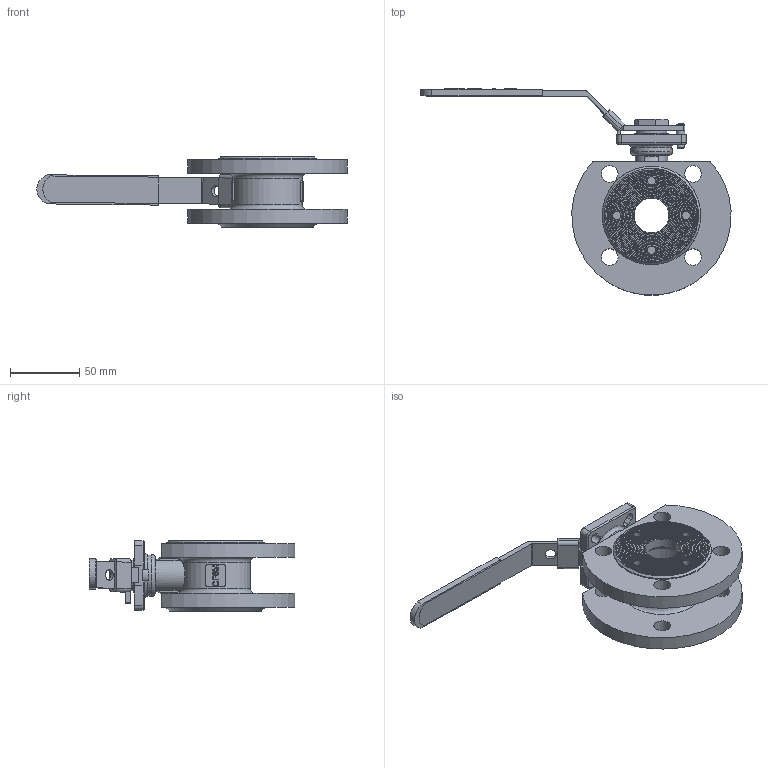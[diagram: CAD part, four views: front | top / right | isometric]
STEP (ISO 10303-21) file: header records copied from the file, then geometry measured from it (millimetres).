
FILE_DESCRIPTION(/* description */ ('Unknown'),/* implementation_level */ '2;1');
FILE_NAME(/* name */ '939-06_(8M.460.025)',/* time_stamp */ '2021-09-10T09:28:42+02:00',/* author */ ('Unknown'),/* organization */ ('Unknown'),/* preprocessor_version */ 'ST-DEVELOPER v16.7',/* originating_system */ 'Solid Edge',/* authorisation */ 'Unknown');
FILE_SCHEMA (('AUTOMOTIVE_DESIGN {1 0 10303 214 3 1 1}'));
Products named in the file (13): 939-06_(8M.460.025); Body; Lock Device; Cap; Nut Stopper; Bellevlle Washer; Small hex thin nuts-Fine pitch thread GB_GB_FASTENER_NUT_SSFNTT M16X1.
5-N; Stem; Plate Washer; Handle; Plasti Cover; Small hex thin nuts-Fine pitch thread GB_GB_FASTENER_NUT_SSFNTT M14X1.
0-N; Stop Pin
Assembly tree (12 placements, depth 2):
  939-06_(8M.460.025)
    Body
    Lock Device
    Cap
    Nut Stopper
    Bellevlle Washer
    Small hex thin nuts-Fine pitch thread GB_GB_FASTENER_NUT_SSFNTT M16X1.
5-N
    Stem
    Plate Washer
    Handle
    Plasti Cover
    Small hex thin nuts-Fine pitch thread GB_GB_FASTENER_NUT_SSFNTT M14X1.
0-N
    Stop Pin
Bounding box: 223.65 x 148.57 x 50.8 mm (x, y, z)
Volume: 243675.8 mm3; surface area: 98503.5 mm2
Topology: 13 solids, 13 shells, 812 faces, 2121 edges, 1394 vertices
Faces by surface type: plane 482, bspline 155, cylinder 121, cone 30, torus 24
Full cylindrical faces by diameter (mm): 5 x2, 6 x5, 8 x1, 11 x1, 12 x8, 12.917 x1, 14 x3, 14.1 x1, 14.3 x1, 14.376 x1, 14.4 x1, 17 x1, 17.5 x2, 21.5 x1, 22 x1, 23.5 x1, 25 x2, 27 x1, 30 x1, 37 x2, 40.6 x1, 41 x1, 48 x1, 68 x1, 71 x2
Entity records: 58460 total; most frequent: CARTESIAN_POINT 39538, ORIENTED_EDGE 4066, DIRECTION 3258, EDGE_CURVE 2033, VERTEX_POINT 1373, LINE 1248, VECTOR 1248, AXIS2_PLACEMENT_3D 1005
